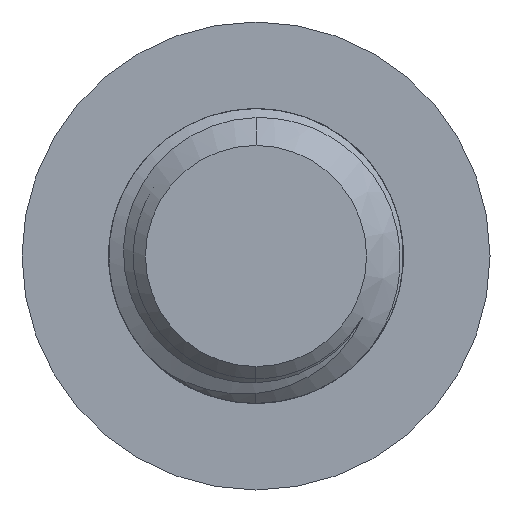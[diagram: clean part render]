
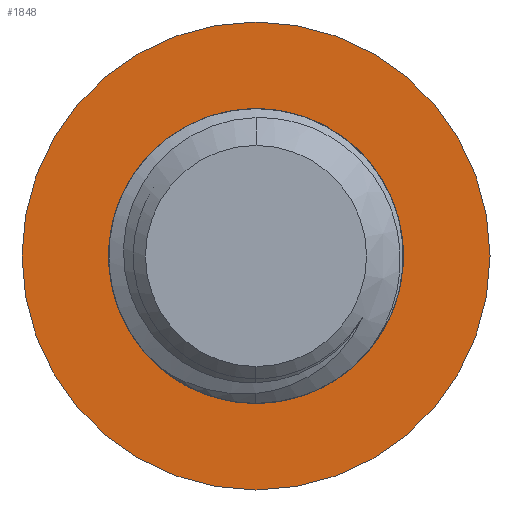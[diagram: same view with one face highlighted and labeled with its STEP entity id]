
A CAD part, left-side view. The second image highlights one B-rep face of the part: STEP entity #1848.
In plain terms, the highlighted planar face has unit normal (-1, 0, 0).
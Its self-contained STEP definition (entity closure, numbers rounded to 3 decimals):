
#218 = AXIS2_PLACEMENT_3D ( 'NONE', #2629, #1431, #946 ) ;
#287 = EDGE_CURVE ( 'NONE', #1000, #1444, #1670, .T. ) ;
#420 = CARTESIAN_POINT ( 'NONE',  ( 181., 0., -9.525 ) ) ;
#445 = FACE_OUTER_BOUND ( 'NONE', #1271, .T. ) ;
#613 = AXIS2_PLACEMENT_3D ( 'NONE', #2206, #1712, #1695 ) ;
#708 = AXIS2_PLACEMENT_3D ( 'NONE', #833, #3024, #2519 ) ;
#719 = FACE_BOUND ( 'NONE', #1125, .T. ) ;
#732 = ORIENTED_EDGE ( 'NONE', *, *, #2472, .T. ) ;
#833 = CARTESIAN_POINT ( 'NONE',  ( 181., 0., 0. ) ) ;
#868 = CIRCLE ( 'NONE', #613, 6. ) ;
#946 = DIRECTION ( 'NONE',  ( 0., 0., -1. ) ) ;
#1000 = VERTEX_POINT ( 'NONE', #1619 ) ;
#1125 = EDGE_LOOP ( 'NONE', ( #2701, #732 ) ) ;
#1190 = AXIS2_PLACEMENT_3D ( 'NONE', #2137, #2393, #2665 ) ;
#1271 = EDGE_LOOP ( 'NONE', ( #2979, #2057 ) ) ;
#1305 = CARTESIAN_POINT ( 'NONE',  ( 181., 0., 0. ) ) ;
#1431 = DIRECTION ( 'NONE',  ( 1., 0., 0. ) ) ;
#1444 = VERTEX_POINT ( 'NONE', #2845 ) ;
#1578 = VERTEX_POINT ( 'NONE', #2237 ) ;
#1619 = CARTESIAN_POINT ( 'NONE',  ( 181., 0., 6. ) ) ;
#1670 = CIRCLE ( 'NONE', #708, 6. ) ;
#1686 = PLANE ( 'NONE',  #1190 ) ;
#1695 = DIRECTION ( 'NONE',  ( 0., 0., -1. ) ) ;
#1712 = DIRECTION ( 'NONE',  ( 1., 0., 0. ) ) ;
#1720 = DIRECTION ( 'NONE',  ( 0., 0., -1. ) ) ;
#1848 = ADVANCED_FACE ( 'NONE', ( #719, #445 ), #1686, .F. ) ;
#1905 = AXIS2_PLACEMENT_3D ( 'NONE', #1305, #2756, #1720 ) ;
#1944 = EDGE_CURVE ( 'NONE', #1578, #2561, #2958, .T. ) ;
#1982 = EDGE_CURVE ( 'NONE', #2561, #1578, #3122, .T. ) ;
#2057 = ORIENTED_EDGE ( 'NONE', *, *, #1982, .F. ) ;
#2137 = CARTESIAN_POINT ( 'NONE',  ( 181., 0., 0. ) ) ;
#2206 = CARTESIAN_POINT ( 'NONE',  ( 181., 0., 0. ) ) ;
#2237 = CARTESIAN_POINT ( 'NONE',  ( 181., 0., 9.525 ) ) ;
#2393 = DIRECTION ( 'NONE',  ( 1., 0., 0. ) ) ;
#2472 = EDGE_CURVE ( 'NONE', #1444, #1000, #868, .T. ) ;
#2519 = DIRECTION ( 'NONE',  ( 0., 0., -1. ) ) ;
#2561 = VERTEX_POINT ( 'NONE', #420 ) ;
#2629 = CARTESIAN_POINT ( 'NONE',  ( 181., 0., 0. ) ) ;
#2665 = DIRECTION ( 'NONE',  ( 0., 0., -1. ) ) ;
#2701 = ORIENTED_EDGE ( 'NONE', *, *, #287, .T. ) ;
#2756 = DIRECTION ( 'NONE',  ( 1., 0., 0. ) ) ;
#2845 = CARTESIAN_POINT ( 'NONE',  ( 181., 0., -6. ) ) ;
#2958 = CIRCLE ( 'NONE', #218, 9.525 ) ;
#2979 = ORIENTED_EDGE ( 'NONE', *, *, #1944, .F. ) ;
#3024 = DIRECTION ( 'NONE',  ( 1., 0., 0. ) ) ;
#3122 = CIRCLE ( 'NONE', #1905, 9.525 ) ;
